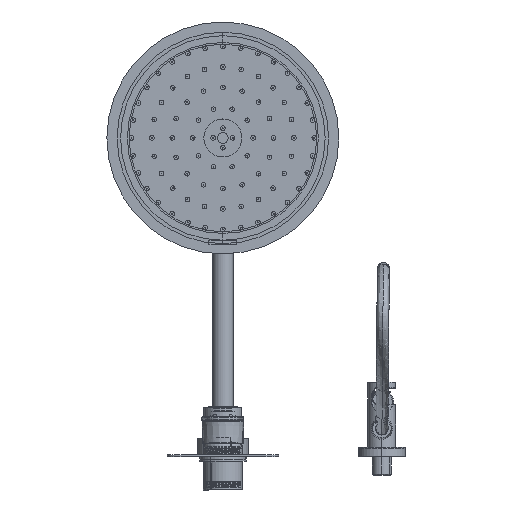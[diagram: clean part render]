
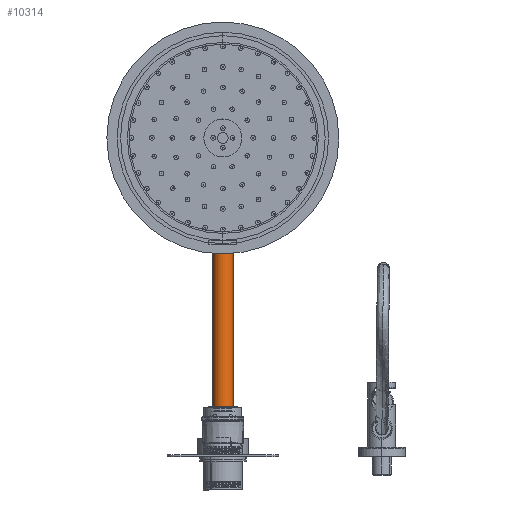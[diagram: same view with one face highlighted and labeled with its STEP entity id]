
A CAD part, front view. The second image highlights one B-rep face of the part: STEP entity #10314.
In plain terms, the highlighted cylindrical face has radius 11 mm (diameter 22 mm), a partial arc.
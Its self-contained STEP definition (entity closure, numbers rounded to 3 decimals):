
#619 = CARTESIAN_POINT ( 'NONE',  ( 37., 828., 199.043 ) ) ;
#1356 = AXIS2_PLACEMENT_3D ( 'NONE', #619, #7714, #8705 ) ;
#1988 = CARTESIAN_POINT ( 'NONE',  ( 37., 828., -84.457 ) ) ;
#1993 = EDGE_CURVE ( 'NONE', #9163, #17960, #13761, .T. ) ;
#6151 = DIRECTION ( 'NONE',  ( 0., 0., -1. ) ) ;
#6628 = EDGE_LOOP ( 'NONE', ( #30278, #46704, #32523, #39990, #32898 ) ) ;
#7258 = EDGE_CURVE ( 'NONE', #47424, #9163, #13104, .T. ) ;
#7714 = DIRECTION ( 'NONE',  ( 0., 0., 1. ) ) ;
#8705 = DIRECTION ( 'NONE',  ( 1., 0., 0. ) ) ;
#9163 = VERTEX_POINT ( 'NONE', #43564 ) ;
#10197 = LINE ( 'NONE', #47636, #25045 ) ;
#10314 = ADVANCED_FACE ( 'NONE', ( #29212 ), #40403, .T. ) ;
#10357 = DIRECTION ( 'NONE',  ( 0., 0., -1. ) ) ;
#10958 = DIRECTION ( 'NONE',  ( 0., 0., 1. ) ) ;
#11098 = CARTESIAN_POINT ( 'NONE',  ( 26., 828., -84.457 ) ) ;
#13104 = CIRCLE ( 'NONE', #23279, 11. ) ;
#13420 = EDGE_CURVE ( 'NONE', #17960, #19608, #14849, .T. ) ;
#13761 = LINE ( 'NONE', #17218, #46728 ) ;
#14368 = CARTESIAN_POINT ( 'NONE',  ( 26., 828., 199.043 ) ) ;
#14849 = CIRCLE ( 'NONE', #46105, 11. ) ;
#17218 = CARTESIAN_POINT ( 'NONE',  ( 48., 828., 199.043 ) ) ;
#17302 = CARTESIAN_POINT ( 'NONE',  ( 48., 828., -84.457 ) ) ;
#17960 = VERTEX_POINT ( 'NONE', #17302 ) ;
#19248 = EDGE_CURVE ( 'NONE', #34685, #47424, #34179, .T. ) ;
#19608 = VERTEX_POINT ( 'NONE', #11098 ) ;
#21374 = CARTESIAN_POINT ( 'NONE',  ( 37., 828., 199.043 ) ) ;
#23279 = AXIS2_PLACEMENT_3D ( 'NONE', #26120, #10958, #36903 ) ;
#25001 = DIRECTION ( 'NONE',  ( -1., 0., 0. ) ) ;
#25045 = VECTOR ( 'NONE', #37811, 1000. ) ;
#26120 = CARTESIAN_POINT ( 'NONE',  ( 37., 828., 199.043 ) ) ;
#29212 = FACE_OUTER_BOUND ( 'NONE', #6628, .T. ) ;
#30278 = ORIENTED_EDGE ( 'NONE', *, *, #1993, .F. ) ;
#32523 = ORIENTED_EDGE ( 'NONE', *, *, #19248, .F. ) ;
#32898 = ORIENTED_EDGE ( 'NONE', *, *, #13420, .F. ) ;
#34179 = CIRCLE ( 'NONE', #1356, 11. ) ;
#34685 = VERTEX_POINT ( 'NONE', #14368 ) ;
#35313 = CARTESIAN_POINT ( 'NONE',  ( 37., 817., 199.043 ) ) ;
#36783 = DIRECTION ( 'NONE',  ( -1., 0., 0. ) ) ;
#36903 = DIRECTION ( 'NONE',  ( 1., 0., 0. ) ) ;
#37811 = DIRECTION ( 'NONE',  ( 0., 0., -1. ) ) ;
#39990 = ORIENTED_EDGE ( 'NONE', *, *, #48068, .T. ) ;
#40403 = CYLINDRICAL_SURFACE ( 'NONE', #46950, 11. ) ;
#43564 = CARTESIAN_POINT ( 'NONE',  ( 48., 828., 199.043 ) ) ;
#46105 = AXIS2_PLACEMENT_3D ( 'NONE', #1988, #6151, #25001 ) ;
#46704 = ORIENTED_EDGE ( 'NONE', *, *, #7258, .F. ) ;
#46728 = VECTOR ( 'NONE', #47055, 1000. ) ;
#46950 = AXIS2_PLACEMENT_3D ( 'NONE', #21374, #10357, #36783 ) ;
#47055 = DIRECTION ( 'NONE',  ( 0., 0., -1. ) ) ;
#47424 = VERTEX_POINT ( 'NONE', #35313 ) ;
#47636 = CARTESIAN_POINT ( 'NONE',  ( 26., 828., 199.043 ) ) ;
#48068 = EDGE_CURVE ( 'NONE', #34685, #19608, #10197, .T. ) ;
